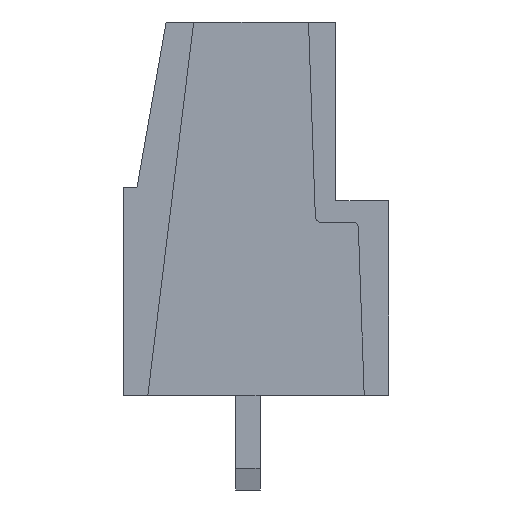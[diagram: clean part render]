
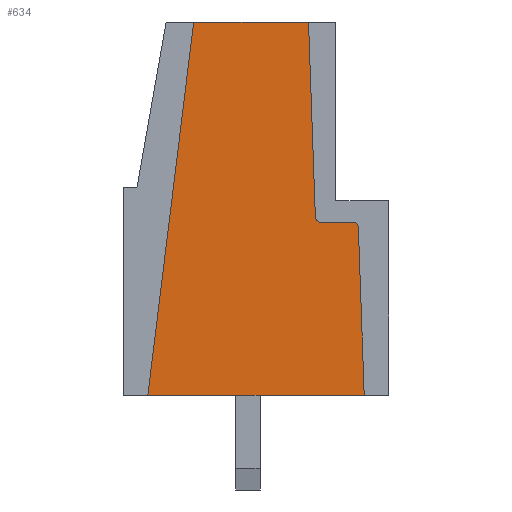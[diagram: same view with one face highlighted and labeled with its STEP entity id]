
A CAD part, left-side view. The second image highlights one B-rep face of the part: STEP entity #634.
In plain terms, the highlighted planar face has unit normal (-1, 0, 0).
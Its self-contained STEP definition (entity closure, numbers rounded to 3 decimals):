
#634 = ADVANCED_FACE( '', ( #1363 ), #1364, .T. );
#1363 = FACE_OUTER_BOUND( '', #2201, .T. );
#1364 = PLANE( '', #2202 );
#2201 = EDGE_LOOP( '', ( #3989, #3990, #3991, #3992, #3993, #3994, #3995, #3996 ) );
#2202 = AXIS2_PLACEMENT_3D( '', #3997, #3998, #3999 );
#3989 = ORIENTED_EDGE( '', *, *, #5836, .T. );
#3990 = ORIENTED_EDGE( '', *, *, #5262, .F. );
#3991 = ORIENTED_EDGE( '', *, *, #5337, .T. );
#3992 = ORIENTED_EDGE( '', *, *, #5550, .F. );
#3993 = ORIENTED_EDGE( '', *, *, #5837, .T. );
#3994 = ORIENTED_EDGE( '', *, *, #5593, .T. );
#3995 = ORIENTED_EDGE( '', *, *, #5616, .T. );
#3996 = ORIENTED_EDGE( '', *, *, #5838, .T. );
#3997 = CARTESIAN_POINT( '', ( -3., -8.205, 3.359 ) );
#3998 = DIRECTION( '', ( -1., 0., 0. ) );
#3999 = DIRECTION( '', ( 0., 0., 1. ) );
#5262 = EDGE_CURVE( '', #6375, #6377, #6378, .T. );
#5337 = EDGE_CURVE( '', #6375, #6498, #6500, .T. );
#5550 = EDGE_CURVE( '', #6854, #6498, #6856, .T. );
#5593 = EDGE_CURVE( '', #6923, #6921, #6924, .T. );
#5616 = EDGE_CURVE( '', #6921, #6958, #6960, .T. );
#5836 = EDGE_CURVE( '', #7264, #6377, #7265, .T. );
#5837 = EDGE_CURVE( '', #6854, #6923, #7266, .T. );
#5838 = EDGE_CURVE( '', #6958, #7264, #7267, .T. );
#6375 = VERTEX_POINT( '', #7962 );
#6377 = VERTEX_POINT( '', #7965 );
#6378 = LINE( '', #7966, #7967 );
#6498 = VERTEX_POINT( '', #8142 );
#6500 = LINE( '', #8145, #8146 );
#6854 = VERTEX_POINT( '', #8668 );
#6856 = LINE( '', #8671, #8672 );
#6921 = VERTEX_POINT( '', #8766 );
#6923 = VERTEX_POINT( '', #8769 );
#6924 = CIRCLE( '', #8770, 0.2 );
#6958 = VERTEX_POINT( '', #8820 );
#6960 = LINE( '', #8823, #8824 );
#7264 = VERTEX_POINT( '', #9274 );
#7265 = LINE( '', #9275, #9276 );
#7266 = LINE( '', #9277, #9278 );
#7267 = CIRCLE( '', #9279, 0.2 );
#7962 = CARTESIAN_POINT( '', ( -3., -2.594, 13.8 ) );
#7965 = CARTESIAN_POINT( '', ( -3., -6.842, 13.8 ) );
#7966 = CARTESIAN_POINT( '', ( -3., -2.594, 13.8 ) );
#7967 = VECTOR( '', #9836, 1000. );
#8142 = CARTESIAN_POINT( '', ( -3., -0.9, 0. ) );
#8145 = CARTESIAN_POINT( '', ( -3., -2.594, 13.8 ) );
#8146 = VECTOR( '', #9902, 1000. );
#8668 = CARTESIAN_POINT( '', ( -3., -8.9, 0. ) );
#8671 = CARTESIAN_POINT( '', ( -3., -8.9, 0. ) );
#8672 = VECTOR( '', #10105, 1000. );
#8766 = CARTESIAN_POINT( '', ( -3., -8.483, 6.4 ) );
#8769 = CARTESIAN_POINT( '', ( -3., -8.683, 6.207 ) );
#8770 = AXIS2_PLACEMENT_3D( '', #10145, #10146, #10147 );
#8820 = CARTESIAN_POINT( '', ( -3., -7.293, 6.4 ) );
#8823 = CARTESIAN_POINT( '', ( -3., -8.483, 6.4 ) );
#8824 = VECTOR( '', #10165, 1000. );
#9274 = CARTESIAN_POINT( '', ( -3., -7.093, 6.593 ) );
#9275 = CARTESIAN_POINT( '', ( -3., -7.093, 6.593 ) );
#9276 = VECTOR( '', #10366, 1000. );
#9277 = CARTESIAN_POINT( '', ( -3., -8.9, 0. ) );
#9278 = VECTOR( '', #10367, 1000. );
#9279 = AXIS2_PLACEMENT_3D( '', #10368, #10369, #10370 );
#9836 = DIRECTION( '', ( 0., -1., 0. ) );
#9902 = DIRECTION( '', ( 0., 0.122, -0.993 ) );
#10105 = DIRECTION( '', ( 0., 1., 0. ) );
#10145 = CARTESIAN_POINT( '', ( -3., -8.483, 6.2 ) );
#10146 = DIRECTION( '', ( -1., 0., 0. ) );
#10147 = DIRECTION( '', ( 0., -0.999, 0.035 ) );
#10165 = DIRECTION( '', ( 0., 1., 0. ) );
#10366 = DIRECTION( '', ( 0., 0.035, 0.999 ) );
#10367 = DIRECTION( '', ( 0., 0.035, 0.999 ) );
#10368 = CARTESIAN_POINT( '', ( -3., -7.293, 6.6 ) );
#10369 = DIRECTION( '', ( 1., 0., 0. ) );
#10370 = DIRECTION( '', ( 0., 0., -1. ) );
